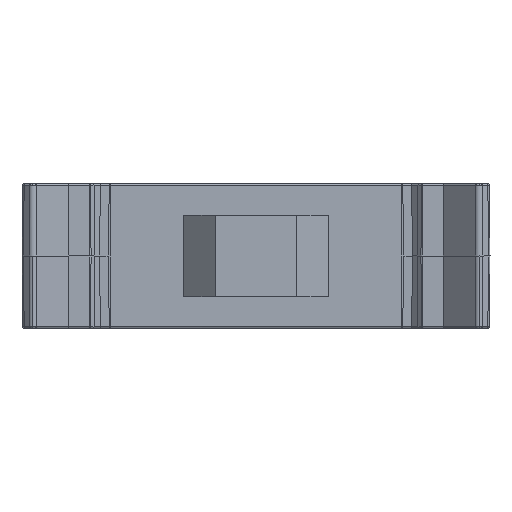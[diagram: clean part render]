
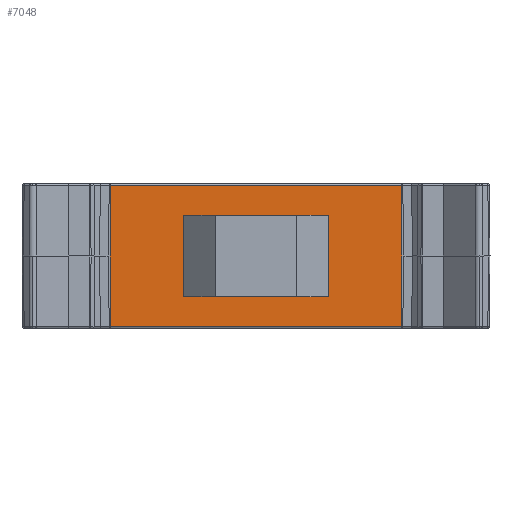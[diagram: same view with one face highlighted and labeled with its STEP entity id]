
A CAD part, front view. The second image highlights one B-rep face of the part: STEP entity #7048.
In plain terms, the highlighted planar face has unit normal (0, -1, 0).
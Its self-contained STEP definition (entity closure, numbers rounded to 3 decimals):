
#469 = CARTESIAN_POINT ( 'NONE',  ( -5., 0., 4.5 ) ) ;
#550 = ORIENTED_EDGE ( 'NONE', *, *, #4221, .F. ) ;
#566 = LINE ( 'NONE', #4339, #6383 ) ;
#851 = CARTESIAN_POINT ( 'NONE',  ( 16.1, 0., -4.5 ) ) ;
#1207 = ORIENTED_EDGE ( 'NONE', *, *, #3169, .F. ) ;
#1393 = CARTESIAN_POINT ( 'NONE',  ( 5., 0., -0.5 ) ) ;
#1521 = DIRECTION ( 'NONE',  ( 0., 0., -1. ) ) ;
#1580 = ORIENTED_EDGE ( 'NONE', *, *, #4858, .F. ) ;
#1614 = AXIS2_PLACEMENT_3D ( 'NONE', #1674, #1654, #1652 ) ;
#1652 = DIRECTION ( 'NONE',  ( 0., 0., 1. ) ) ;
#1654 = DIRECTION ( 'NONE',  ( 0., -1., 0. ) ) ;
#1674 = CARTESIAN_POINT ( 'NONE',  ( 0., 0., 0.5 ) ) ;
#1906 = AXIS2_PLACEMENT_3D ( 'NONE', #7271, #7260, #7239 ) ;
#2004 = VECTOR ( 'NONE', #9412, 1000. ) ;
#2006 = ORIENTED_EDGE ( 'NONE', *, *, #6089, .F. ) ;
#2013 = VERTEX_POINT ( 'NONE', #4879 ) ;
#2056 = ORIENTED_EDGE ( 'NONE', *, *, #5132, .F. ) ;
#2292 = DIRECTION ( 'NONE',  ( 1., 0., 0. ) ) ;
#2508 = CIRCLE ( 'NONE', #1614, 5. ) ;
#2510 = LINE ( 'NONE', #9376, #2004 ) ;
#2550 = DIRECTION ( 'NONE',  ( -1., 0., 0. ) ) ;
#2553 = VECTOR ( 'NONE', #1521, 1000. ) ;
#2586 = LINE ( 'NONE', #5792, #2553 ) ;
#2703 = CARTESIAN_POINT ( 'NONE',  ( 16.1, 0., 7.8 ) ) ;
#2742 = DIRECTION ( 'NONE',  ( 0., 0., 1. ) ) ;
#2833 = CARTESIAN_POINT ( 'NONE',  ( 16.1, 0., -7.8 ) ) ;
#2859 = ORIENTED_EDGE ( 'NONE', *, *, #3883, .F. ) ;
#3092 = VERTEX_POINT ( 'NONE', #7715 ) ;
#3169 = EDGE_CURVE ( 'NONE', #7713, #8841, #5310, .T. ) ;
#3326 = VERTEX_POINT ( 'NONE', #6416 ) ;
#3382 = CARTESIAN_POINT ( 'NONE',  ( 16.1, 0., 0. ) ) ;
#3423 = VECTOR ( 'NONE', #2292, 1000. ) ;
#3443 = LINE ( 'NONE', #851, #3423 ) ;
#3491 = DIRECTION ( 'NONE',  ( 0., 0., -1. ) ) ;
#3789 = EDGE_LOOP ( 'NONE', ( #4104, #2859, #2006, #1580, #1207, #550 ) ) ;
#3883 = EDGE_CURVE ( 'NONE', #8479, #8911, #2508, .T. ) ;
#4026 = DIRECTION ( 'NONE',  ( 0., 0., -1. ) ) ;
#4095 = CARTESIAN_POINT ( 'NONE',  ( -5., 0., 0.5 ) ) ;
#4104 = ORIENTED_EDGE ( 'NONE', *, *, #5935, .F. ) ;
#4221 = EDGE_CURVE ( 'NONE', #2013, #7713, #9181, .T. ) ;
#4284 = VERTEX_POINT ( 'NONE', #2703 ) ;
#4305 = EDGE_CURVE ( 'NONE', #6630, #3092, #4640, .T. ) ;
#4339 = CARTESIAN_POINT ( 'NONE',  ( 16.1, 0., 8. ) ) ;
#4640 = LINE ( 'NONE', #2833, #4888 ) ;
#4858 = EDGE_CURVE ( 'NONE', #8841, #6408, #2510, .T. ) ;
#4861 = EDGE_CURVE ( 'NONE', #4284, #5767, #566, .T. ) ;
#4879 = CARTESIAN_POINT ( 'NONE',  ( 5., 0., -4.5 ) ) ;
#4888 = VECTOR ( 'NONE', #2550, 1000. ) ;
#4937 = DIRECTION ( 'NONE',  ( 0., 0., 1. ) ) ;
#5028 = CARTESIAN_POINT ( 'NONE',  ( 5., 0., 8. ) ) ;
#5035 = CARTESIAN_POINT ( 'NONE',  ( 16.1, 0., 8. ) ) ;
#5067 = CARTESIAN_POINT ( 'NONE',  ( -16.1, 0., 8. ) ) ;
#5132 = EDGE_CURVE ( 'NONE', #3326, #6607, #7593, .T. ) ;
#5172 = EDGE_CURVE ( 'NONE', #6607, #4284, #7314, .T. ) ;
#5186 = EDGE_CURVE ( 'NONE', #3092, #3326, #7211, .T. ) ;
#5193 = EDGE_CURVE ( 'NONE', #5767, #6630, #7068, .T. ) ;
#5310 = CIRCLE ( 'NONE', #1906, 5. ) ;
#5546 = DIRECTION ( 'NONE',  ( 0., 0., 1. ) ) ;
#5564 = DIRECTION ( 'NONE',  ( 0., 1., 0. ) ) ;
#5603 = CARTESIAN_POINT ( 'NONE',  ( 16.1, 0., 8. ) ) ;
#5607 = ORIENTED_EDGE ( 'NONE', *, *, #5172, .F. ) ;
#5648 = DIRECTION ( 'NONE',  ( 0., 0., 1. ) ) ;
#5767 = VERTEX_POINT ( 'NONE', #3382 ) ;
#5792 = CARTESIAN_POINT ( 'NONE',  ( -5., 0., 8. ) ) ;
#5935 = EDGE_CURVE ( 'NONE', #8911, #2013, #3443, .T. ) ;
#5968 = PLANE ( 'NONE',  #8862 ) ;
#6089 = EDGE_CURVE ( 'NONE', #6408, #8479, #2586, .T. ) ;
#6383 = VECTOR ( 'NONE', #4026, 1000. ) ;
#6408 = VERTEX_POINT ( 'NONE', #469 ) ;
#6416 = CARTESIAN_POINT ( 'NONE',  ( -16.1, 0., 0. ) ) ;
#6434 = CARTESIAN_POINT ( 'NONE',  ( 0., 0., -4.5 ) ) ;
#6607 = VERTEX_POINT ( 'NONE', #6676 ) ;
#6630 = VERTEX_POINT ( 'NONE', #8471 ) ;
#6676 = CARTESIAN_POINT ( 'NONE',  ( -16.1, 0., 7.8 ) ) ;
#6864 = VECTOR ( 'NONE', #4937, 1000. ) ;
#7048 = ADVANCED_FACE ( 'NONE', ( #8416, #8378 ), #5968, .F. ) ;
#7068 = LINE ( 'NONE', #5035, #7107 ) ;
#7107 = VECTOR ( 'NONE', #3491, 1000. ) ;
#7186 = VECTOR ( 'NONE', #5648, 1000. ) ;
#7211 = LINE ( 'NONE', #5067, #7186 ) ;
#7239 = DIRECTION ( 'NONE',  ( 0., 0., 1. ) ) ;
#7260 = DIRECTION ( 'NONE',  ( 0., -1., 0. ) ) ;
#7271 = CARTESIAN_POINT ( 'NONE',  ( 0., 0., -0.5 ) ) ;
#7287 = VECTOR ( 'NONE', #7288, 1000. ) ;
#7288 = DIRECTION ( 'NONE',  ( 1., 0., 0. ) ) ;
#7314 = LINE ( 'NONE', #8551, #7287 ) ;
#7447 = VECTOR ( 'NONE', #2742, 1000. ) ;
#7593 = LINE ( 'NONE', #7924, #7447 ) ;
#7639 = ORIENTED_EDGE ( 'NONE', *, *, #4861, .F. ) ;
#7713 = VERTEX_POINT ( 'NONE', #1393 ) ;
#7715 = CARTESIAN_POINT ( 'NONE',  ( -16.1, 0., -7.8 ) ) ;
#7924 = CARTESIAN_POINT ( 'NONE',  ( -16.1, 0., 8. ) ) ;
#7948 = CARTESIAN_POINT ( 'NONE',  ( 0., 0., 4.5 ) ) ;
#8253 = ORIENTED_EDGE ( 'NONE', *, *, #4305, .F. ) ;
#8378 = FACE_OUTER_BOUND ( 'NONE', #8432, .T. ) ;
#8416 = FACE_BOUND ( 'NONE', #3789, .T. ) ;
#8432 = EDGE_LOOP ( 'NONE', ( #5607, #2056, #9166, #8253, #8537, #7639 ) ) ;
#8471 = CARTESIAN_POINT ( 'NONE',  ( 16.1, 0., -7.8 ) ) ;
#8479 = VERTEX_POINT ( 'NONE', #4095 ) ;
#8537 = ORIENTED_EDGE ( 'NONE', *, *, #5193, .F. ) ;
#8551 = CARTESIAN_POINT ( 'NONE',  ( 16.1, 0., 7.8 ) ) ;
#8841 = VERTEX_POINT ( 'NONE', #7948 ) ;
#8862 = AXIS2_PLACEMENT_3D ( 'NONE', #5603, #5564, #5546 ) ;
#8911 = VERTEX_POINT ( 'NONE', #6434 ) ;
#9166 = ORIENTED_EDGE ( 'NONE', *, *, #5186, .F. ) ;
#9181 = LINE ( 'NONE', #5028, #6864 ) ;
#9376 = CARTESIAN_POINT ( 'NONE',  ( 16.1, 0., 4.5 ) ) ;
#9412 = DIRECTION ( 'NONE',  ( -1., 0., 0. ) ) ;
